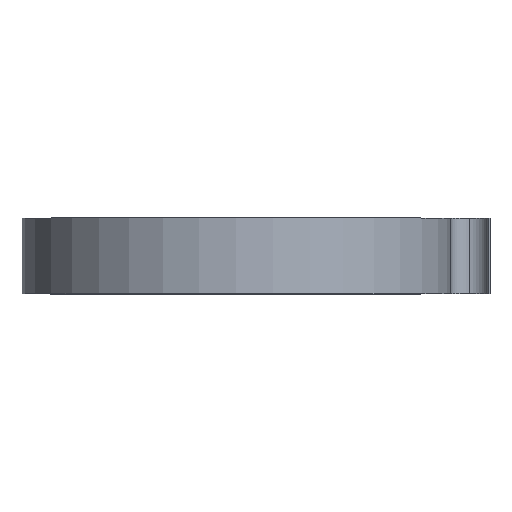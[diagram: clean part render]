
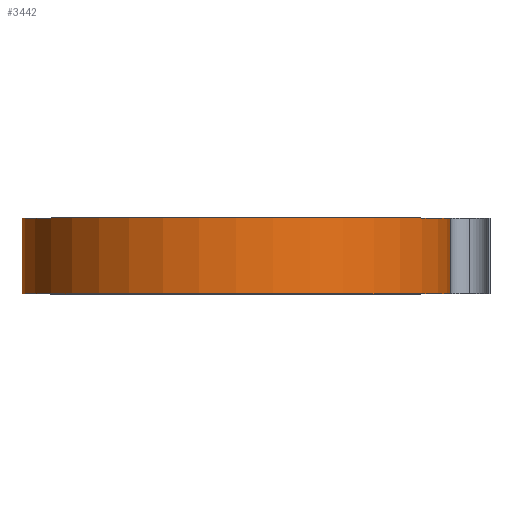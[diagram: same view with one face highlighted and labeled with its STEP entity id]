
A CAD part, top view. The second image highlights one B-rep face of the part: STEP entity #3442.
In plain terms, the highlighted cylindrical face has radius 17 mm (diameter 34 mm), a partial arc.
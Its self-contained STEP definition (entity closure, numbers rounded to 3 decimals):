
#504 = EDGE_CURVE ( 'NONE', #1756, #4147, #2247, .T. ) ;
#526 = ORIENTED_EDGE ( 'NONE', *, *, #3377, .F. ) ;
#541 = ORIENTED_EDGE ( 'NONE', *, *, #504, .T. ) ;
#713 = EDGE_CURVE ( 'NONE', #4956, #4147, #5007, .T. ) ;
#894 = EDGE_LOOP ( 'NONE', ( #541, #6143, #526, #5985 ) ) ;
#1356 = CARTESIAN_POINT ( 'NONE',  ( 17., 0., 0. ) ) ;
#1597 = VECTOR ( 'NONE', #4025, 1000. ) ;
#1728 = CARTESIAN_POINT ( 'NONE',  ( 0., 0., 0. ) ) ;
#1756 = VERTEX_POINT ( 'NONE', #4484 ) ;
#1812 = AXIS2_PLACEMENT_3D ( 'NONE', #1728, #1833, #4394 ) ;
#1833 = DIRECTION ( 'NONE',  ( 0., 1., 0. ) ) ;
#2247 = CIRCLE ( 'NONE', #1812, 17. ) ;
#2351 = AXIS2_PLACEMENT_3D ( 'NONE', #2902, #6426, #2395 ) ;
#2395 = DIRECTION ( 'NONE',  ( 1., 0., 0. ) ) ;
#2569 = CIRCLE ( 'NONE', #2351, 17. ) ;
#2795 = CARTESIAN_POINT ( 'NONE',  ( 17., 6., 0. ) ) ;
#2902 = CARTESIAN_POINT ( 'NONE',  ( 0., 6., 0. ) ) ;
#3377 = EDGE_CURVE ( 'NONE', #5300, #4956, #2569, .T. ) ;
#3442 = ADVANCED_FACE ( 'NONE', ( #6464 ), #4516, .T. ) ;
#3614 = VECTOR ( 'NONE', #4879, 1000. ) ;
#4002 = DIRECTION ( 'NONE',  ( 0., -1., 0. ) ) ;
#4025 = DIRECTION ( 'NONE',  ( 0., -1., 0. ) ) ;
#4147 = VERTEX_POINT ( 'NONE', #1356 ) ;
#4338 = LINE ( 'NONE', #5488, #3614 ) ;
#4394 = DIRECTION ( 'NONE',  ( 1., 0., 0. ) ) ;
#4484 = CARTESIAN_POINT ( 'NONE',  ( -17., 0., 0. ) ) ;
#4516 = CYLINDRICAL_SURFACE ( 'NONE', #4742, 17. ) ;
#4742 = AXIS2_PLACEMENT_3D ( 'NONE', #6563, #4002, #4914 ) ;
#4879 = DIRECTION ( 'NONE',  ( 0., -1., 0. ) ) ;
#4891 = EDGE_CURVE ( 'NONE', #5300, #1756, #4338, .T. ) ;
#4914 = DIRECTION ( 'NONE',  ( 0., 0., -1. ) ) ;
#4956 = VERTEX_POINT ( 'NONE', #2795 ) ;
#5007 = LINE ( 'NONE', #5539, #1597 ) ;
#5300 = VERTEX_POINT ( 'NONE', #6486 ) ;
#5488 = CARTESIAN_POINT ( 'NONE',  ( -17., 6., 0. ) ) ;
#5539 = CARTESIAN_POINT ( 'NONE',  ( 17., 6., 0. ) ) ;
#5985 = ORIENTED_EDGE ( 'NONE', *, *, #4891, .T. ) ;
#6143 = ORIENTED_EDGE ( 'NONE', *, *, #713, .F. ) ;
#6426 = DIRECTION ( 'NONE',  ( 0., 1., 0. ) ) ;
#6464 = FACE_OUTER_BOUND ( 'NONE', #894, .T. ) ;
#6486 = CARTESIAN_POINT ( 'NONE',  ( -17., 6., 0. ) ) ;
#6563 = CARTESIAN_POINT ( 'NONE',  ( 0., 6., 0. ) ) ;
